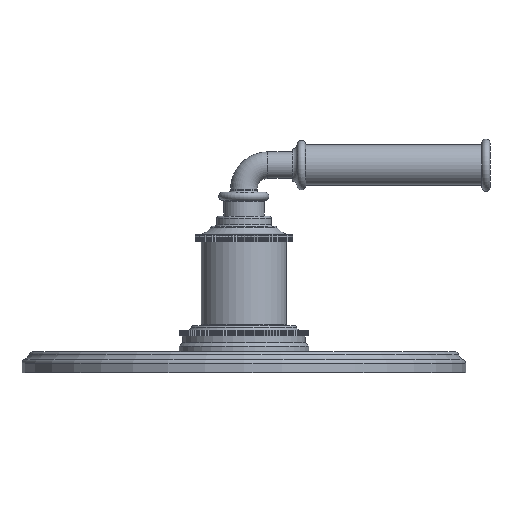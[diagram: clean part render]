
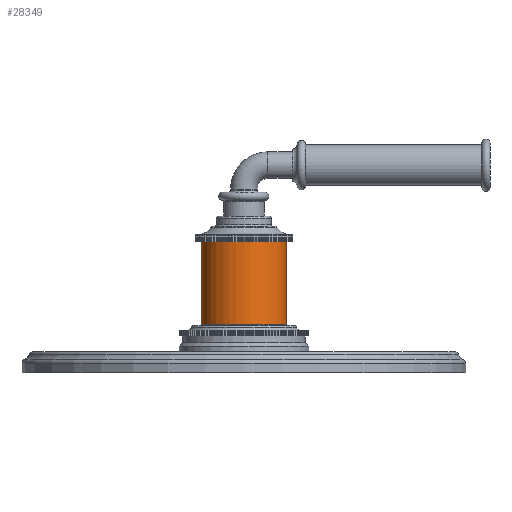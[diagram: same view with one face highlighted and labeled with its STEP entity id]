
A CAD part, left-side view. The second image highlights one B-rep face of the part: STEP entity #28349.
In plain terms, the highlighted cylindrical face has radius 15.875 mm (diameter 31.75 mm), a partial arc.
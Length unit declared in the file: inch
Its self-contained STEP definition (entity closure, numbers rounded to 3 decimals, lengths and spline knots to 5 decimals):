
#8476=CARTESIAN_POINT('',(0.,0.,0.703));
#8477=DIRECTION('',(0.,0.,1.));
#8478=DIRECTION('',(0.,1.,0.));
#8479=AXIS2_PLACEMENT_3D('',#8476,#8477,#8478);
#8481=CARTESIAN_POINT('',(0.,0.,1.923));
#8482=DIRECTION('',(0.,0.,1.));
#8483=DIRECTION('',(0.,1.,0.));
#8484=AXIS2_PLACEMENT_3D('',#8481,#8482,#8483);
#8491=DIRECTION('',(0.,0.,-1.));
#8492=VECTOR('',#8491,1.22);
#8493=CARTESIAN_POINT('',(0.,-0.625,1.923));
#8494=LINE('',#8493,#8492);
#8500=DIRECTION('',(0.,0.,-1.));
#8501=VECTOR('',#8500,1.22);
#8502=CARTESIAN_POINT('',(0.,0.625,1.923));
#8503=LINE('',#8502,#8501);
#15224=CARTESIAN_POINT('',(0.,0.625,1.923));
#15225=CARTESIAN_POINT('',(0.,-0.625,1.923));
#15226=VERTEX_POINT('',#15224);
#15227=VERTEX_POINT('',#15225);
#15240=CARTESIAN_POINT('',(0.,0.625,0.703));
#15241=CARTESIAN_POINT('',(0.,-0.625,0.703));
#15242=VERTEX_POINT('',#15240);
#15243=VERTEX_POINT('',#15241);
#28335=CARTESIAN_POINT('',(0.,0.,0.543));
#28336=DIRECTION('',(0.,0.,1.));
#28337=DIRECTION('',(0.,-1.,0.));
#28338=AXIS2_PLACEMENT_3D('',#28335,#28336,#28337);
#28339=CYLINDRICAL_SURFACE('',#28338,0.625);
#28340=ORIENTED_EDGE('',*,*,#28324,.F.);
#28342=ORIENTED_EDGE('',*,*,#28341,.F.);
#28344=ORIENTED_EDGE('',*,*,#28343,.T.);
#28346=ORIENTED_EDGE('',*,*,#28345,.T.);
#28347=EDGE_LOOP('',(#28340,#28342,#28344,#28346));
#28348=FACE_OUTER_BOUND('',#28347,.F.);
#28349=ADVANCED_FACE('',(#28348),#28339,.T.);
#8480=CIRCLE('',#8479,0.625);
#8485=CIRCLE('',#8484,0.625);
#28324=EDGE_CURVE('',#15242,#15243,#8480,.T.);
#28341=EDGE_CURVE('',#15226,#15242,#8503,.T.);
#28343=EDGE_CURVE('',#15226,#15227,#8485,.T.);
#28345=EDGE_CURVE('',#15227,#15243,#8494,.T.);
